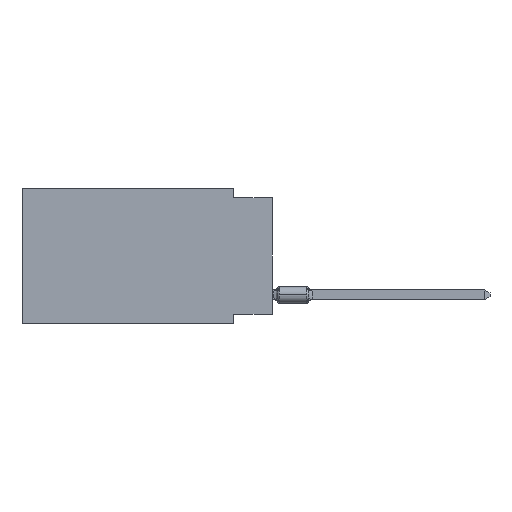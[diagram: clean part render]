
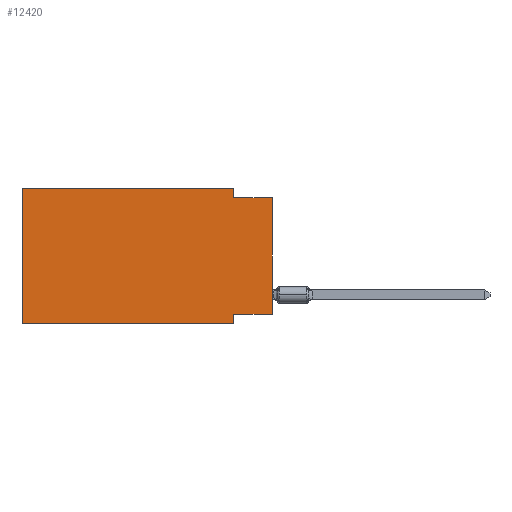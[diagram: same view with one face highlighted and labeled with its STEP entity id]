
A CAD part, left-side view. The second image highlights one B-rep face of the part: STEP entity #12420.
In plain terms, the highlighted planar face has unit normal (-1, 0, 0).
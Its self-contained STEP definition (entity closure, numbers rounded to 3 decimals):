
#236 = ORIENTED_EDGE ( 'NONE', *, *, #11977, .F. ) ;
#699 = CARTESIAN_POINT ( 'NONE',  ( 0., 2.54, 0. ) ) ;
#1626 = VECTOR ( 'NONE', #17955, 1000. ) ;
#1705 = VERTEX_POINT ( 'NONE', #6206 ) ;
#1924 = CARTESIAN_POINT ( 'NONE',  ( 0., 16.383, 0. ) ) ;
#2169 = CARTESIAN_POINT ( 'NONE',  ( 0., 16.383, -8.89 ) ) ;
#2170 = VECTOR ( 'NONE', #11595, 1000. ) ;
#2358 = LINE ( 'NONE', #2169, #13943 ) ;
#2441 = DIRECTION ( 'NONE',  ( 0., -1., 0. ) ) ;
#2972 = ORIENTED_EDGE ( 'NONE', *, *, #8508, .T. ) ;
#3006 = PLANE ( 'NONE',  #4847 ) ;
#3095 = CARTESIAN_POINT ( 'NONE',  ( 0., 2.54, -8.89 ) ) ;
#3378 = LINE ( 'NONE', #1924, #8070 ) ;
#3504 = DIRECTION ( 'NONE',  ( 0., -1., 0. ) ) ;
#3525 = VERTEX_POINT ( 'NONE', #8285 ) ;
#4128 = LINE ( 'NONE', #14131, #1626 ) ;
#4652 = LINE ( 'NONE', #10245, #12107 ) ;
#4847 = AXIS2_PLACEMENT_3D ( 'NONE', #15985, #15245, #11027 ) ;
#5617 = CARTESIAN_POINT ( 'NONE',  ( 0., 0., -0.635 ) ) ;
#5996 = LINE ( 'NONE', #15621, #2170 ) ;
#6206 = CARTESIAN_POINT ( 'NONE',  ( 0., 16.383, -8.89 ) ) ;
#6650 = CARTESIAN_POINT ( 'NONE',  ( 0., 0., -8.255 ) ) ;
#6941 = CARTESIAN_POINT ( 'NONE',  ( 0., 16.383, 0. ) ) ;
#7324 = DIRECTION ( 'NONE',  ( 0., 0., -1. ) ) ;
#7493 = DIRECTION ( 'NONE',  ( 0., 1., 0. ) ) ;
#7523 = DIRECTION ( 'NONE',  ( 0., 0., 1. ) ) ;
#7555 = LINE ( 'NONE', #16231, #14247 ) ;
#7870 = ORIENTED_EDGE ( 'NONE', *, *, #8154, .F. ) ;
#8070 = VECTOR ( 'NONE', #7523, 1000. ) ;
#8154 = EDGE_CURVE ( 'NONE', #11920, #3525, #10331, .T. ) ;
#8257 = VERTEX_POINT ( 'NONE', #699 ) ;
#8285 = CARTESIAN_POINT ( 'NONE',  ( 0., 2.54, -8.89 ) ) ;
#8508 = EDGE_CURVE ( 'NONE', #9841, #11413, #5996, .T. ) ;
#8737 = EDGE_CURVE ( 'NONE', #8257, #14477, #11003, .T. ) ;
#9672 = ORIENTED_EDGE ( 'NONE', *, *, #11857, .F. ) ;
#9712 = EDGE_CURVE ( 'NONE', #9841, #11920, #4652, .T. ) ;
#9841 = VERTEX_POINT ( 'NONE', #6650 ) ;
#9975 = FACE_OUTER_BOUND ( 'NONE', #12590, .T. ) ;
#10245 = CARTESIAN_POINT ( 'NONE',  ( 0., 0., -8.255 ) ) ;
#10264 = CARTESIAN_POINT ( 'NONE',  ( 0., 2.54, -8.255 ) ) ;
#10331 = LINE ( 'NONE', #3095, #11173 ) ;
#10490 = CARTESIAN_POINT ( 'NONE',  ( 0., 2.54, 0. ) ) ;
#11003 = LINE ( 'NONE', #10490, #15933 ) ;
#11027 = DIRECTION ( 'NONE',  ( 0., 0., -1. ) ) ;
#11173 = VECTOR ( 'NONE', #7324, 1000. ) ;
#11413 = VERTEX_POINT ( 'NONE', #5617 ) ;
#11595 = DIRECTION ( 'NONE',  ( 0., 0., 1. ) ) ;
#11857 = EDGE_CURVE ( 'NONE', #14477, #11413, #4128, .T. ) ;
#11920 = VERTEX_POINT ( 'NONE', #10264 ) ;
#11977 = EDGE_CURVE ( 'NONE', #1705, #17245, #3378, .T. ) ;
#12107 = VECTOR ( 'NONE', #7493, 1000. ) ;
#12420 = ADVANCED_FACE ( 'NONE', ( #9975 ), #3006, .F. ) ;
#12590 = EDGE_LOOP ( 'NONE', ( #2972, #9672, #13771, #14143, #236, #15800, #7870, #16736 ) ) ;
#13771 = ORIENTED_EDGE ( 'NONE', *, *, #8737, .F. ) ;
#13943 = VECTOR ( 'NONE', #2441, 1000. ) ;
#14131 = CARTESIAN_POINT ( 'NONE',  ( 0., 0., -0.635 ) ) ;
#14143 = ORIENTED_EDGE ( 'NONE', *, *, #16079, .F. ) ;
#14247 = VECTOR ( 'NONE', #3504, 1000. ) ;
#14477 = VERTEX_POINT ( 'NONE', #15461 ) ;
#15245 = DIRECTION ( 'NONE',  ( 1., 0., 0. ) ) ;
#15461 = CARTESIAN_POINT ( 'NONE',  ( 0., 2.54, -0.635 ) ) ;
#15621 = CARTESIAN_POINT ( 'NONE',  ( 0., 0., 0. ) ) ;
#15800 = ORIENTED_EDGE ( 'NONE', *, *, #15810, .T. ) ;
#15810 = EDGE_CURVE ( 'NONE', #1705, #3525, #2358, .T. ) ;
#15933 = VECTOR ( 'NONE', #16592, 1000. ) ;
#15985 = CARTESIAN_POINT ( 'NONE',  ( 0., 16.383, 0. ) ) ;
#16079 = EDGE_CURVE ( 'NONE', #17245, #8257, #7555, .T. ) ;
#16231 = CARTESIAN_POINT ( 'NONE',  ( 0., 16.383, 0. ) ) ;
#16592 = DIRECTION ( 'NONE',  ( 0., 0., -1. ) ) ;
#16736 = ORIENTED_EDGE ( 'NONE', *, *, #9712, .F. ) ;
#17245 = VERTEX_POINT ( 'NONE', #6941 ) ;
#17955 = DIRECTION ( 'NONE',  ( 0., -1., 0. ) ) ;
